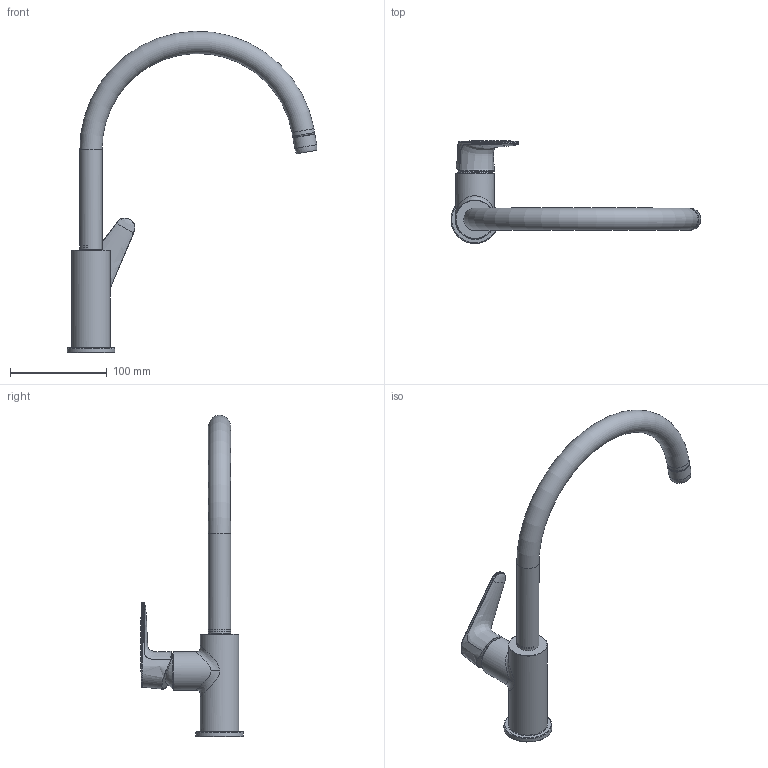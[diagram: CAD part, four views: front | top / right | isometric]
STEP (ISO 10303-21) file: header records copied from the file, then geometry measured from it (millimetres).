
FILE_DESCRIPTION(/* description */ ('Unknown'),/* implementation_level */ '2;1');
FILE_NAME(/* name */ '31231001',/* time_stamp */ '2022-09-08T16:56:06+02:00',/* author */ ('Unknown'),/* organization */ ('GROHE AG'),/* preprocessor_version */ 'ST-DEVELOPER v16.7',/* originating_system */ 'DEX',/* authorisation */ $);
FILE_SCHEMA (('AUTOMOTIVE_DESIGN {1 0 10303 214 3 1 1}'));
Length unit declared in the file: millimetre
Products named in the file (3): 31231001; extract; extract.1
Assembly tree (2 placements, depth 2):
  31231001
    extract
    extract.1
Bounding box: 258.51 x 106.41 x 332.41 mm (x, y, z)
Volume: 407942.2 mm3; surface area: 64304.7 mm2
Topology: 2 solids, 2 shells, 56 faces, 142 edges, 94 vertices
Faces by surface type: bspline 20, plane 11, cylinder 11, torus 10, cone 2, sphere 2
Full cylindrical faces by diameter (mm): 22 x1, 23 x3, 40 x2, 49.5 x1
Entity records: 7509 total; most frequent: CARTESIAN_POINT 6106, ORIENTED_EDGE 202, DIRECTION 130, EDGE_CURVE 101, EDGE_LOOP 80, FACE_BOUND 80, VERTEX_POINT 73, B_SPLINE_CURVE_WITH_KNOTS 70
